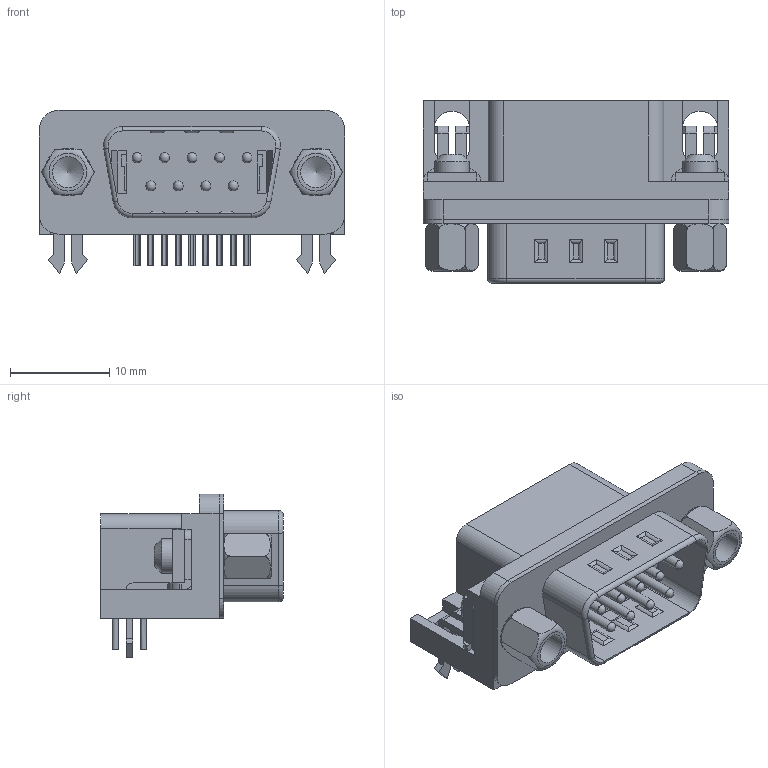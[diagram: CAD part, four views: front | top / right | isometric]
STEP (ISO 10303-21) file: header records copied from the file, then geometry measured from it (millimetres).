
FILE_DESCRIPTION(/* description */ ('Unknown'),/* implementation_level */ '2;1');
FILE_NAME(/* name */ '618009231221',/* time_stamp */ '2018-11-07T08:59:32+01:00',/* author */ ('Unknown'),/* organization */ ('Unknown'),/* preprocessor_version */ 'ST-DEVELOPER v16.7',/* originating_system */ 'DEX',/* authorisation */ $);
FILE_SCHEMA (('AUTOMOTIVE_DESIGN {1 0 10303 214 3 1 1}'));
Length unit declared in the file: millimetre
Products named in the file (9): 6180xx231221; 6180092xxx21; 6180xx2xxx21_PIN_COURTE; 6180xx2xxx21_PIN_LONGUE; 6180092xxx21_ARRIERE; 6180xx2xxx21_CLIP; 6180xx2xxx21_SERRAGE; 6180xx2xxx21_VISSE
Assembly tree (18 placements, depth 2):
  6180xx231221
    6180092xxx21
    6180xx2xxx21_PIN_COURTE  x4
    6180xx2xxx21_PIN_LONGUE  x5
    6180092xxx21_ARRIERE
    6180092xxx21
    6180xx2xxx21_CLIP  x2
    6180xx2xxx21_SERRAGE  x2
    6180xx2xxx21_VISSE  x2
Bounding box: 30.8 x 18.4 x 16.5 mm (x, y, z)
Volume: 3001.6 mm3; surface area: 6351 mm2
Topology: 18 solids, 18 shells, 723 faces, 1880 edges, 1185 vertices
Faces by surface type: plane 396, cylinder 152, bspline 135, cone 19, torus 12, sphere 9
Full cylindrical faces by diameter (mm): 0.7 x4, 0.8 x5, 1 x18, 3.121 x4, 3.5 x2, 4 x8
Entity records: 17214 total; most frequent: CARTESIAN_POINT 6391, ORIENTED_EDGE 2148, DIRECTION 2070, EDGE_CURVE 1074, LINE 818, VECTOR 818, VERTEX_POINT 715, AXIS2_PLACEMENT_3D 626
